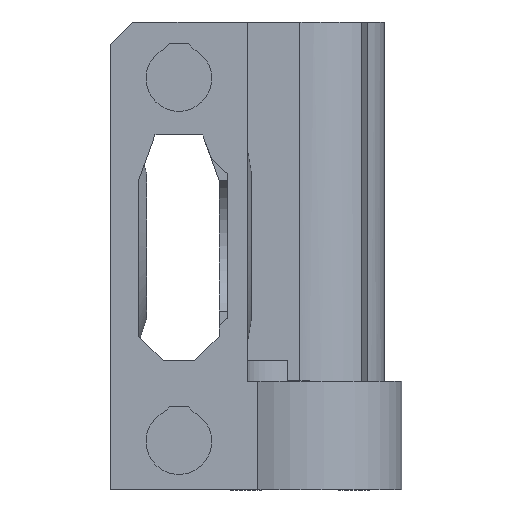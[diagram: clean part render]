
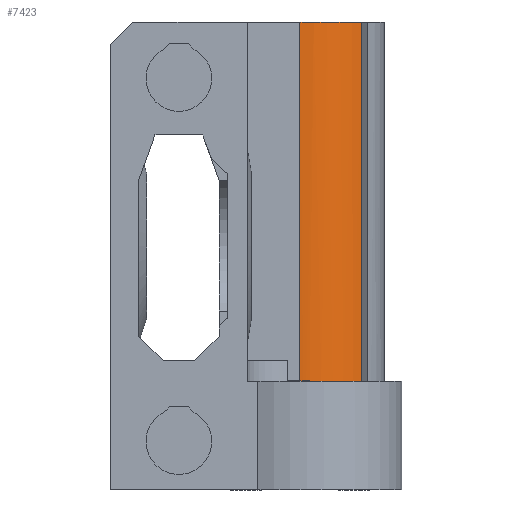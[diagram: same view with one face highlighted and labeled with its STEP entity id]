
A CAD part, front view. The second image highlights one B-rep face of the part: STEP entity #7423.
In plain terms, the highlighted cylindrical face has radius 10.475 mm (diameter 20.95 mm), a partial arc.
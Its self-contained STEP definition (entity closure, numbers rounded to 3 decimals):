
#155 = VERTEX_POINT ( 'NONE', #1695 ) ;
#177 = DIRECTION ( 'NONE',  ( 0., 0., -1. ) ) ;
#367 = DIRECTION ( 'NONE',  ( 1., 0., 0. ) ) ;
#1063 = CARTESIAN_POINT ( 'NONE',  ( 0., -10.475, 13.51 ) ) ;
#1066 = VECTOR ( 'NONE', #177, 1000. ) ;
#1106 = CARTESIAN_POINT ( 'NONE',  ( 0., 0., 58. ) ) ;
#1127 = LINE ( 'NONE', #5267, #6778 ) ;
#1424 = VERTEX_POINT ( 'NONE', #3509 ) ;
#1518 = AXIS2_PLACEMENT_3D ( 'NONE', #3097, #6563, #8622 ) ;
#1597 = CARTESIAN_POINT ( 'NONE',  ( 1.192, -10.407, -1. ) ) ;
#1680 = EDGE_CURVE ( 'NONE', #5695, #1424, #1127, .T. ) ;
#1695 = CARTESIAN_POINT ( 'NONE',  ( 0., -10.475, 58. ) ) ;
#1814 = DIRECTION ( 'NONE',  ( 0., 0., 1. ) ) ;
#1979 = ORIENTED_EDGE ( 'NONE', *, *, #2647, .T. ) ;
#1996 = EDGE_CURVE ( 'NONE', #4079, #4269, #3493, .T. ) ;
#2052 = CIRCLE ( 'NONE', #8566, 10.475 ) ;
#2153 = FACE_OUTER_BOUND ( 'NONE', #2339, .T. ) ;
#2277 = ORIENTED_EDGE ( 'NONE', *, *, #4837, .T. ) ;
#2339 = EDGE_LOOP ( 'NONE', ( #1979, #5224, #6385, #5195, #2277, #6621 ) ) ;
#2647 = EDGE_CURVE ( 'NONE', #4269, #8892, #3376, .T. ) ;
#2818 = EDGE_CURVE ( 'NONE', #155, #5695, #2052, .T. ) ;
#2943 = CIRCLE ( 'NONE', #5780, 10.475 ) ;
#3097 = CARTESIAN_POINT ( 'NONE',  ( 0., 0., 13.51 ) ) ;
#3152 = DIRECTION ( 'NONE',  ( 0., 0., -1. ) ) ;
#3376 = LINE ( 'NONE', #1597, #1066 ) ;
#3493 = CIRCLE ( 'NONE', #1518, 10.475 ) ;
#3509 = CARTESIAN_POINT ( 'NONE',  ( 7.694, -7.109, 13.5 ) ) ;
#4079 = VERTEX_POINT ( 'NONE', #1063 ) ;
#4102 = CARTESIAN_POINT ( 'NONE',  ( 1.192, -10.407, 13.5 ) ) ;
#4251 = AXIS2_PLACEMENT_3D ( 'NONE', #8878, #5388, #367 ) ;
#4269 = VERTEX_POINT ( 'NONE', #8233 ) ;
#4837 = EDGE_CURVE ( 'NONE', #155, #4079, #6794, .T. ) ;
#5195 = ORIENTED_EDGE ( 'NONE', *, *, #2818, .F. ) ;
#5224 = ORIENTED_EDGE ( 'NONE', *, *, #5825, .T. ) ;
#5255 = DIRECTION ( 'NONE',  ( 1., 0., 0. ) ) ;
#5267 = CARTESIAN_POINT ( 'NONE',  ( 7.694, -7.109, 0.5 ) ) ;
#5388 = DIRECTION ( 'NONE',  ( 0., 0., 1. ) ) ;
#5695 = VERTEX_POINT ( 'NONE', #6451 ) ;
#5780 = AXIS2_PLACEMENT_3D ( 'NONE', #7905, #8597, #5255 ) ;
#5825 = EDGE_CURVE ( 'NONE', #8892, #1424, #2943, .T. ) ;
#6385 = ORIENTED_EDGE ( 'NONE', *, *, #1680, .F. ) ;
#6451 = CARTESIAN_POINT ( 'NONE',  ( 7.694, -7.109, 58. ) ) ;
#6563 = DIRECTION ( 'NONE',  ( 0., 0., 1. ) ) ;
#6621 = ORIENTED_EDGE ( 'NONE', *, *, #1996, .T. ) ;
#6680 = VECTOR ( 'NONE', #9097, 1000. ) ;
#6778 = VECTOR ( 'NONE', #3152, 1000. ) ;
#6794 = LINE ( 'NONE', #7723, #6680 ) ;
#7423 = ADVANCED_FACE ( 'NONE', ( #2153 ), #8442, .T. ) ;
#7723 = CARTESIAN_POINT ( 'NONE',  ( 0., -10.475, 0. ) ) ;
#7905 = CARTESIAN_POINT ( 'NONE',  ( 0., 0., 13.5 ) ) ;
#8233 = CARTESIAN_POINT ( 'NONE',  ( 1.192, -10.407, 13.51 ) ) ;
#8442 = CYLINDRICAL_SURFACE ( 'NONE', #4251, 10.475 ) ;
#8566 = AXIS2_PLACEMENT_3D ( 'NONE', #1106, #1814, #8907 ) ;
#8597 = DIRECTION ( 'NONE',  ( 0., 0., 1. ) ) ;
#8622 = DIRECTION ( 'NONE',  ( 1., 0., 0. ) ) ;
#8878 = CARTESIAN_POINT ( 'NONE',  ( 0., 0., 0. ) ) ;
#8892 = VERTEX_POINT ( 'NONE', #4102 ) ;
#8907 = DIRECTION ( 'NONE',  ( 1., 0., 0. ) ) ;
#9097 = DIRECTION ( 'NONE',  ( 0., 0., -1. ) ) ;
